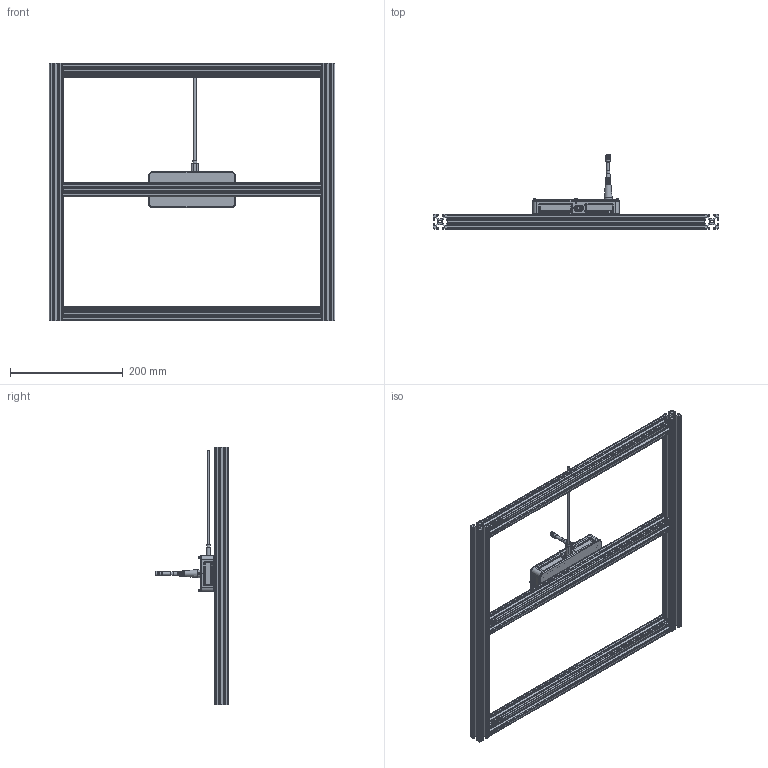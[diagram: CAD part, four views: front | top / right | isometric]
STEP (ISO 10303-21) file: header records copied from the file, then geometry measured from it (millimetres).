
FILE_DESCRIPTION(/* description */ ('STEP AP242','CAx-IF Rec.Pracs.---Representation and Presentation of Product Manufacturing Information (PMI)---4.0---2014-10-13','CAx-IF Rec.Pracs.---3D Tessellated Geometry---0.4---2014-09-14','2;1'),/* implementation_level */ '2;1');
FILE_NAME(/* name */ '68ed1863aa67322f7cc75402',/* time_stamp */ '2025-10-13T15:19:01Z',/* author */ (''),/* organization */ (''),/* preprocessor_version */ 'ST-DEVELOPER v20',/* originating_system */ 'ONSHAPE BY PTC INC, 1.205',/* authorisation */ ' ');
FILE_SCHEMA (('AP242_MANAGED_MODEL_BASED_3D_ENGINEERING_MIM_LF { 1 0 10303 442 1 1 4 }'));
Products named in the file (16): Transmitter assembly; Hex socket head cap screw M3x0.50 x 5; 47065T554_T-Slotted Framing; ANT-916-PW-QW-UFL; BottomReceiverEnclosure; microSD_HC_Hirose_DM3AT-SF-PEJM5; Hex socket head cap screw M2x0.40 x 5; TopReceiverEnclosure; UBS-C extension cable 0,6ft; USB4105-GF-A-120; _autosave-LocketPCB_PCB; LED_WS2812B_PLCC4_50x50mm_P32mm_1; LED_WS2812B_PLCC4_50x50mm_P32mm
Assembly tree (25 placements, depth 2):
  Transmitter assembly
    Hex socket head cap screw M3x0.50 x 5  x4
    47065T554_T-Slotted Framing  x5
    ANT-916-PW-QW-UFL
    BottomReceiverEnclosure
    microSD_HC_Hirose_DM3AT-SF-PEJM5
    Hex socket head cap screw M2x0.40 x 5  x4
    TopReceiverEnclosure
    UBS-C extension cable 0,6ft
    ANT-916-PW-QW-UFL
    USB4105-GF-A-120
    ANT-916-PW-QW-UFL
    _autosave-LocketPCB_PCB
    USB4105-GF-A-120
    LED_WS2812B_PLCC4_50x50mm_P32mm_1
    LED_WS2812B_PLCC4_50x50mm_P32mm
Bounding box: 508 x 131.35 x 457.2 mm (x, y, z)
Volume: 761689.7 mm3; surface area: 597220.2 mm2
Topology: 25 solids, 25 shells, 2764 faces, 7703 edges, 4963 vertices
Faces by surface type: plane 1653, cylinder 838, cone 145, bspline 92, torus 36
Full cylindrical faces by diameter (mm): 0.2 x9, 0.5 x50, 0.65 x2, 0.95 x8, 1 x4, 1.2 x4, 2 x4, 2.5 x4, 2.7 x2, 3 x7, 3.2 x6, 3.333 x2, 3.4 x4, 3.8 x4, 4.5 x6, 4.9 x1, 5.15 x1, 5.207 x5, 5.5 x4, 6 x1, 6.35 x1, 6.83 x1, 7 x3, 7.8 x3, 9.5 x2, 14.5 x1
Entity records: 76051 total; most frequent: CARTESIAN_POINT 15717, ORIENTED_EDGE 12058, DIRECTION 11476, EDGE_CURVE 6029, LINE 4430, VECTOR 4430, VERTEX_POINT 3987, AXIS2_PLACEMENT_3D 3523
